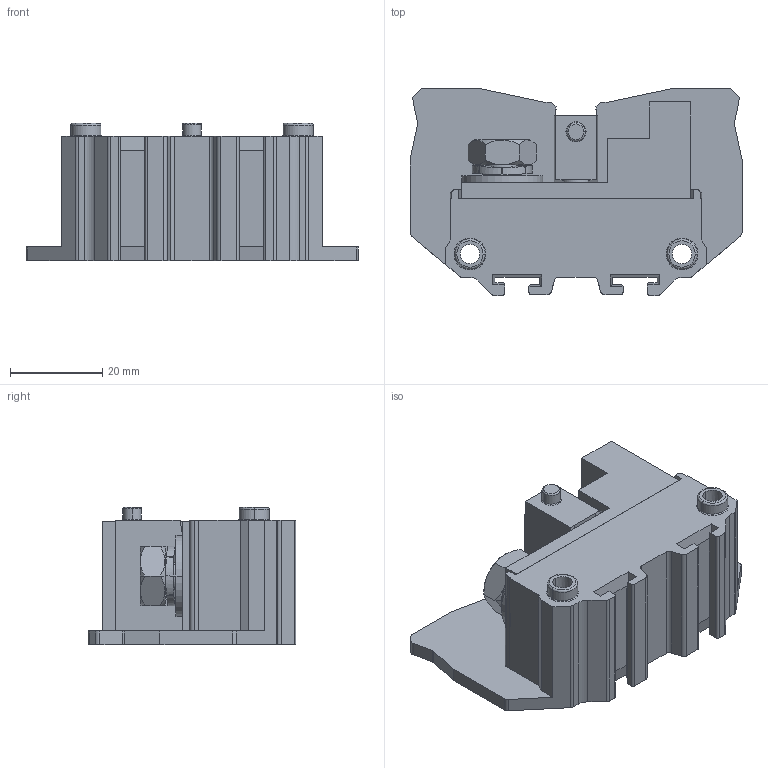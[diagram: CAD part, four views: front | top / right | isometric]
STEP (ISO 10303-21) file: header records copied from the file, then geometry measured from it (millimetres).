
FILE_DESCRIPTION((''),'2;1');
FILE_NAME('UTD-150I_3_16','2024-07-03T',('dell'),(''),'PRO/ENGINEER BY PARAMETRIC TECHNOLOGY CORPORATION, 2013230','PRO/ENGINEER BY PARAMETRIC TECHNOLOGY CORPORATION, 2013230','');
FILE_SCHEMA(('AUTOMOTIVE_DESIGN { 1 0 10303 214 1 1 1 1 }'));
Length unit declared in the file: millimetre
Products named in the file (1): UTD-150I_3_16
Bounding box: 72 x 45 x 29.8 mm (x, y, z)
Volume: 43119.3 mm3; surface area: 16363.5 mm2
Topology: 1 solids, 1 shells, 408 faces, 1124 edges, 716 vertices
Faces by surface type: plane 208, cylinder 113, bspline 30, cone 27, torus 24, sphere 6
Entity records: 14983 total; most frequent: CARTESIAN_POINT 4579, ORIENTED_EDGE 2220, DIRECTION 2108, EDGE_CURVE 1110, AXIS2_PLACEMENT_3D 728, VERTEX_POINT 716, VECTOR 652, LINE 652
